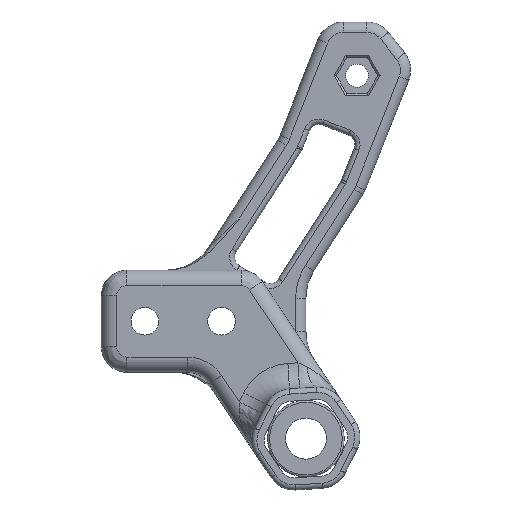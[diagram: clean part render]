
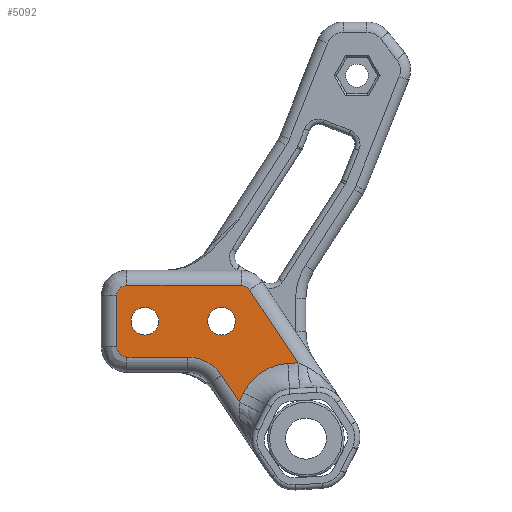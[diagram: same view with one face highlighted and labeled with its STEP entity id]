
A CAD part, front view. The second image highlights one B-rep face of the part: STEP entity #5092.
In plain terms, the highlighted planar face has unit normal (0, -1, 0).
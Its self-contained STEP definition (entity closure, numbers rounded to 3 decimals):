
#474=LINE('',#9145,#883);
#476=LINE('',#9157,#885);
#485=LINE('',#9279,#894);
#488=LINE('',#9294,#897);
#490=LINE('',#9314,#899);
#492=LINE('',#9334,#901);
#494=LINE('',#9351,#903);
#883=VECTOR('',#7051,10.);
#885=VECTOR('',#7065,10.);
#894=VECTOR('',#7094,10.);
#897=VECTOR('',#7111,10.);
#899=VECTOR('',#7123,10.);
#901=VECTOR('',#7135,10.);
#903=VECTOR('',#7145,10.);
#1096=FACE_BOUND('',#1701,.T.);
#1097=FACE_BOUND('',#1702,.T.);
#1369=FACE_OUTER_BOUND('',#1700,.T.);
#1700=EDGE_LOOP('',(#4479,#4480,#4481,#4482,#4483,#4484,#4485,#4486,#4487,
#4488,#4489,#4490));
#1701=EDGE_LOOP('',(#4491));
#1702=EDGE_LOOP('',(#4492));
#1981=CIRCLE('',#5634,10.4);
#1990=CIRCLE('',#5652,8.);
#1994=CIRCLE('',#5657,2.);
#1998=CIRCLE('',#5662,2.);
#2002=CIRCLE('',#5667,2.);
#2003=CIRCLE('',#5670,2.7);
#2004=CIRCLE('',#5671,2.7);
#2398=VERTEX_POINT('',#9137);
#2400=VERTEX_POINT('',#9143);
#2402=VERTEX_POINT('',#9149);
#2404=VERTEX_POINT('',#9155);
#2413=VERTEX_POINT('',#9278);
#2415=VERTEX_POINT('',#9284);
#2417=VERTEX_POINT('',#9290);
#2419=VERTEX_POINT('',#9304);
#2421=VERTEX_POINT('',#9310);
#2423=VERTEX_POINT('',#9324);
#2425=VERTEX_POINT('',#9330);
#2427=VERTEX_POINT('',#9344);
#2429=VERTEX_POINT('',#9353);
#2430=VERTEX_POINT('',#9355);
#3080=EDGE_CURVE('',#2400,#2398,#474,.T.);
#3083=EDGE_CURVE('',#2402,#2400,#1981,.T.);
#3086=EDGE_CURVE('',#2404,#2402,#476,.T.);
#3102=EDGE_CURVE('',#2398,#2413,#485,.T.);
#3107=EDGE_CURVE('',#2413,#2415,#1990,.T.);
#3110=EDGE_CURVE('',#2415,#2417,#488,.T.);
#3113=EDGE_CURVE('',#2417,#2419,#1994,.T.);
#3116=EDGE_CURVE('',#2419,#2421,#490,.T.);
#3119=EDGE_CURVE('',#2421,#2423,#1998,.T.);
#3122=EDGE_CURVE('',#2423,#2425,#492,.T.);
#3125=EDGE_CURVE('',#2425,#2427,#2002,.T.);
#3127=EDGE_CURVE('',#2404,#2427,#494,.T.);
#3128=EDGE_CURVE('',#2429,#2429,#2003,.F.);
#3129=EDGE_CURVE('',#2430,#2430,#2004,.T.);
#4479=ORIENTED_EDGE('',*,*,#3086,.F.);
#4480=ORIENTED_EDGE('',*,*,#3127,.T.);
#4481=ORIENTED_EDGE('',*,*,#3125,.F.);
#4482=ORIENTED_EDGE('',*,*,#3122,.F.);
#4483=ORIENTED_EDGE('',*,*,#3119,.F.);
#4484=ORIENTED_EDGE('',*,*,#3116,.F.);
#4485=ORIENTED_EDGE('',*,*,#3113,.F.);
#4486=ORIENTED_EDGE('',*,*,#3110,.F.);
#4487=ORIENTED_EDGE('',*,*,#3107,.F.);
#4488=ORIENTED_EDGE('',*,*,#3102,.F.);
#4489=ORIENTED_EDGE('',*,*,#3080,.F.);
#4490=ORIENTED_EDGE('',*,*,#3083,.F.);
#4491=ORIENTED_EDGE('',*,*,#3128,.F.);
#4492=ORIENTED_EDGE('',*,*,#3129,.T.);
#4809=PLANE('',#5669);
#5092=ADVANCED_FACE('',(#1369,#1096,#1097),#4809,.T.);
#5634=AXIS2_PLACEMENT_3D('',#9151,#7057,#7058);
#5652=AXIS2_PLACEMENT_3D('',#9288,#7104,#7105);
#5657=AXIS2_PLACEMENT_3D('',#9308,#7116,#7117);
#5662=AXIS2_PLACEMENT_3D('',#9328,#7128,#7129);
#5667=AXIS2_PLACEMENT_3D('',#9348,#7140,#7141);
#5669=AXIS2_PLACEMENT_3D('',#9352,#7146,#7147);
#5670=AXIS2_PLACEMENT_3D('',#9354,#7148,#7149);
#5671=AXIS2_PLACEMENT_3D('',#9356,#7150,#7151);
#7051=DIRECTION('',(-0.445,0.,-0.896));
#7057=DIRECTION('center_axis',(0.,-1.,0.));
#7058=DIRECTION('ref_axis',(-0.553,0.,0.833));
#7065=DIRECTION('',(-0.998,0.,-0.062));
#7094=DIRECTION('',(-0.553,0.,0.833));
#7104=DIRECTION('center_axis',(0.,-1.,0.));
#7105=DIRECTION('ref_axis',(0.473,0.,0.881));
#7111=DIRECTION('',(-1.,0.,0.));
#7116=DIRECTION('center_axis',(0.,1.,0.));
#7117=DIRECTION('ref_axis',(-0.707,0.,-0.707));
#7123=DIRECTION('',(0.,0.,1.));
#7128=DIRECTION('center_axis',(0.,1.,0.));
#7129=DIRECTION('ref_axis',(-0.707,0.,0.707));
#7135=DIRECTION('',(1.,0.,0.));
#7140=DIRECTION('center_axis',(0.,1.,0.));
#7141=DIRECTION('ref_axis',(-0.181,0.,0.984));
#7145=DIRECTION('',(-0.553,0.,0.833));
#7146=DIRECTION('center_axis',(0.,-1.,0.));
#7147=DIRECTION('ref_axis',(-1.,0.,0.));
#7148=DIRECTION('center_axis',(0.,1.,0.));
#7149=DIRECTION('ref_axis',(1.,0.,0.));
#7150=DIRECTION('center_axis',(0.,1.,0.));
#7151=DIRECTION('ref_axis',(1.,0.,0.));
#9137=CARTESIAN_POINT('',(236.939,288.5,-379.001));
#9143=CARTESIAN_POINT('',(237.813,288.5,-377.243));
#9145=CARTESIAN_POINT('',(237.175,288.5,-378.527));
#9149=CARTESIAN_POINT('',(246.477,288.5,-371.491));
#9151=CARTESIAN_POINT('Origin',(247.126,288.5,-381.871));
#9155=CARTESIAN_POINT('',(248.436,288.5,-371.369));
#9157=CARTESIAN_POINT('',(242.253,288.5,-371.755));
#9278=CARTESIAN_POINT('',(233.494,288.5,-373.811));
#9279=CARTESIAN_POINT('',(241.41,288.5,-385.736));
#9284=CARTESIAN_POINT('',(226.829,288.5,-370.236));
#9288=CARTESIAN_POINT('Origin',(226.829,288.5,-378.236));
#9290=CARTESIAN_POINT('',(215.,288.5,-370.236));
#9294=CARTESIAN_POINT('',(233.858,288.5,-370.236));
#9304=CARTESIAN_POINT('',(213.,288.5,-368.236));
#9308=CARTESIAN_POINT('Origin',(215.,288.5,-368.236));
#9310=CARTESIAN_POINT('',(213.,288.5,-358.236));
#9314=CARTESIAN_POINT('',(213.,288.5,-374.036));
#9324=CARTESIAN_POINT('',(215.,288.5,-356.236));
#9328=CARTESIAN_POINT('Origin',(215.,288.5,-358.236));
#9330=CARTESIAN_POINT('',(237.318,288.5,-356.236));
#9334=CARTESIAN_POINT('',(226.602,288.5,-356.236));
#9344=CARTESIAN_POINT('',(238.984,288.5,-357.13));
#9348=CARTESIAN_POINT('Origin',(237.318,288.5,-358.236));
#9351=CARTESIAN_POINT('',(242.203,288.5,-361.978));
#9352=CARTESIAN_POINT('Origin',(238.205,288.5,-374.837));
#9353=CARTESIAN_POINT('',(215.8,288.5,-363.236));
#9354=CARTESIAN_POINT('Origin',(218.5,288.5,-363.236));
#9355=CARTESIAN_POINT('',(230.8,288.5,-363.236));
#9356=CARTESIAN_POINT('Origin',(233.5,288.5,-363.236));
